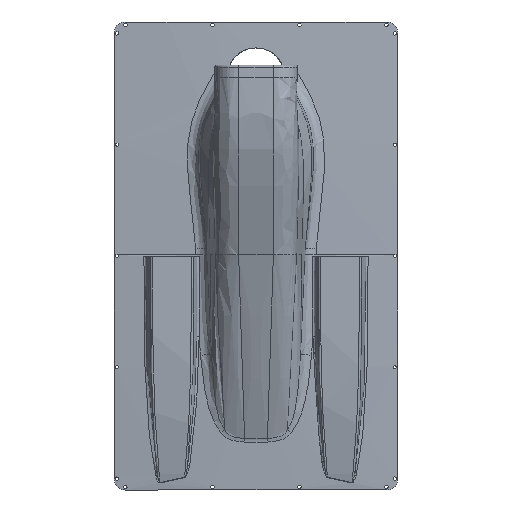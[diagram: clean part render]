
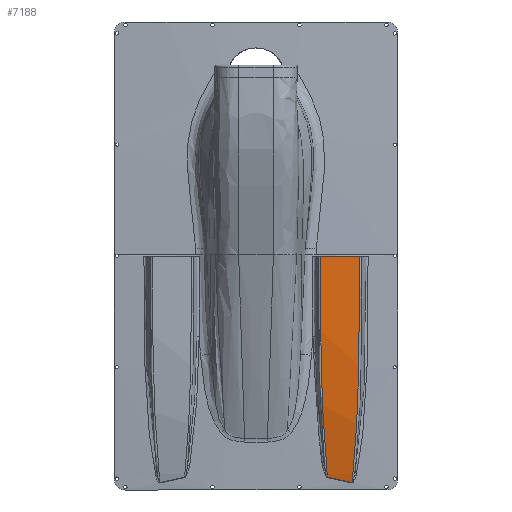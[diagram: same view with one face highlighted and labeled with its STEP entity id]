
A CAD part, front view. The second image highlights one B-rep face of the part: STEP entity #7188.
In plain terms, the highlighted free-form (B-spline) face has degree [3, 3] with [4, 6] control points.
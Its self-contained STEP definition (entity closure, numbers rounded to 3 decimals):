
#554=B_SPLINE_SURFACE_WITH_KNOTS('',3,3,((#24037,#24038,#24039,#24040,#24041,
#24042),(#24043,#24044,#24045,#24046,#24047,#24048),(#24049,#24050,#24051,
#24052,#24053,#24054),(#24055,#24056,#24057,#24058,#24059,#24060)),
 .UNSPECIFIED.,.F.,.F.,.F.,(4,4),(4,2,4),(0.035,0.962),
(0.,0.858,0.894),.UNSPECIFIED.);
#933=FACE_OUTER_BOUND('',#1355,.T.);
#1355=EDGE_LOOP('',(#6501,#6502,#6503,#6504,#6505,#6506));
#1595=LINE('',#22167,#1771);
#1771=VECTOR('',#8491,10.);
#2366=B_SPLINE_CURVE_WITH_KNOTS('',3,(#22346,#22347,#22348,#22349),
 .UNSPECIFIED.,.F.,.F.,(4,4),(0.075,2.175),
 .UNSPECIFIED.);
#2454=B_SPLINE_CURVE_WITH_KNOTS('',3,(#24019,#24020,#24021,#24022,#24023,
#24024,#24025),.UNSPECIFIED.,.F.,.F.,(4,1,2,4),(0.007,0.185,
0.304,0.308),.UNSPECIFIED.);
#2455=B_SPLINE_CURVE_WITH_KNOTS('',3,(#24026,#24027,#24028,#24029,#24030,
#24031,#24032,#24033,#24034,#24035,#24036),.UNSPECIFIED.,.F.,.F.,(4,2,1,
1,1,1,1,4),(0.308,0.308,3.942,7.577,
9.394,11.211,14.846,18.48),
 .UNSPECIFIED.);
#2456=B_SPLINE_CURVE_WITH_KNOTS('',3,(#24062,#24063,#24064,#24065,#24066,
#24067,#24068,#24069,#24070),.UNSPECIFIED.,.F.,.F.,(4,2,1,1,1,4),(18.16,
18.164,18.466,18.617,18.769,18.918),
 .UNSPECIFIED.);
#2457=B_SPLINE_CURVE_WITH_KNOTS('',3,(#24071,#24072,#24073,#24074,#24075,
#24076,#24077,#24078,#24079,#24080,#24081),.UNSPECIFIED.,.F.,.F.,(4,1,1,
1,1,1,2,4),(0.,3.632,7.264,9.08,
10.896,14.528,18.16,18.16),
 .UNSPECIFIED.);
#3176=VERTEX_POINT('',#22158);
#3177=VERTEX_POINT('',#22166);
#3182=VERTEX_POINT('',#22318);
#3183=VERTEX_POINT('',#22345);
#3265=VERTEX_POINT('',#24018);
#3266=VERTEX_POINT('',#24061);
#4243=EDGE_CURVE('',#3177,#3176,#1595,.T.);
#4252=EDGE_CURVE('',#3182,#3183,#2366,.T.);
#4363=EDGE_CURVE('',#3183,#3265,#2454,.T.);
#4364=EDGE_CURVE('',#3265,#3176,#2455,.T.);
#4365=EDGE_CURVE('',#3266,#3182,#2456,.T.);
#4366=EDGE_CURVE('',#3177,#3266,#2457,.T.);
#6501=ORIENTED_EDGE('',*,*,#4252,.F.);
#6502=ORIENTED_EDGE('',*,*,#4365,.F.);
#6503=ORIENTED_EDGE('',*,*,#4366,.F.);
#6504=ORIENTED_EDGE('',*,*,#4243,.T.);
#6505=ORIENTED_EDGE('',*,*,#4364,.F.);
#6506=ORIENTED_EDGE('',*,*,#4363,.F.);
#7188=ADVANCED_FACE('',(#933),#554,.T.);
#8491=DIRECTION('',(-1.,0.,0.));
#22158=CARTESIAN_POINT('',(53.854,-85.,210.));
#22166=CARTESIAN_POINT('',(86.146,-85.,210.));
#22167=CARTESIAN_POINT('',(87.5,-85.,210.));
#22318=CARTESIAN_POINT('',(80.04,-66.395,21.772));
#22345=CARTESIAN_POINT('',(59.544,-67.577,26.188));
#22346=CARTESIAN_POINT('Ctrl Pts',(80.04,-66.395,21.772));
#22347=CARTESIAN_POINT('Ctrl Pts',(73.249,-66.842,23.409));
#22348=CARTESIAN_POINT('Ctrl Pts',(66.417,-67.238,24.897));
#22349=CARTESIAN_POINT('Ctrl Pts',(59.544,-67.577,26.188));
#24018=CARTESIAN_POINT('',(59.265,-68.333,29.1));
#24019=CARTESIAN_POINT('Ctrl Pts',(59.544,-67.577,26.188));
#24020=CARTESIAN_POINT('Ctrl Pts',(59.49,-67.728,26.763));
#24021=CARTESIAN_POINT('Ctrl Pts',(59.398,-67.978,27.72));
#24022=CARTESIAN_POINT('Ctrl Pts',(59.306,-68.225,28.679));
#24023=CARTESIAN_POINT('Ctrl Pts',(59.267,-68.327,29.075));
#24024=CARTESIAN_POINT('Ctrl Pts',(59.266,-68.33,29.087));
#24025=CARTESIAN_POINT('Ctrl Pts',(59.265,-68.333,29.1));
#24026=CARTESIAN_POINT('Ctrl Pts',(59.265,-68.333,29.1));
#24027=CARTESIAN_POINT('Ctrl Pts',(59.265,-68.333,29.1));
#24028=CARTESIAN_POINT('Ctrl Pts',(59.265,-68.333,29.1));
#24029=CARTESIAN_POINT('Ctrl Pts',(58.128,-71.351,40.85));
#24030=CARTESIAN_POINT('Ctrl Pts',(56.247,-76.184,64.697));
#24031=CARTESIAN_POINT('Ctrl Pts',(54.91,-80.049,94.821));
#24032=CARTESIAN_POINT('Ctrl Pts',(54.277,-82.182,119.031));
#24033=CARTESIAN_POINT('Ctrl Pts',(53.893,-83.754,143.261));
#24034=CARTESIAN_POINT('Ctrl Pts',(53.773,-84.826,173.602));
#24035=CARTESIAN_POINT('Ctrl Pts',(53.854,-85.,197.876));
#24036=CARTESIAN_POINT('Ctrl Pts',(53.854,-85.,210.));
#24037=CARTESIAN_POINT('Ctrl Pts',(86.281,-85.,210.));
#24038=CARTESIAN_POINT('Ctrl Pts',(86.281,-85.,158.143));
#24039=CARTESIAN_POINT('Ctrl Pts',(87.237,-83.489,88.105));
#24040=CARTESIAN_POINT('Ctrl Pts',(80.589,-67.705,26.654));
#24041=CARTESIAN_POINT('Ctrl Pts',(80.319,-67.059,24.211));
#24042=CARTESIAN_POINT('Ctrl Pts',(80.04,-66.395,21.772));
#24043=CARTESIAN_POINT('Ctrl Pts',(75.468,-85.,210.));
#24044=CARTESIAN_POINT('Ctrl Pts',(75.468,-85.,158.143));
#24045=CARTESIAN_POINT('Ctrl Pts',(75.789,-83.489,88.105));
#24046=CARTESIAN_POINT('Ctrl Pts',(73.557,-67.705,26.654));
#24047=CARTESIAN_POINT('Ctrl Pts',(73.494,-67.064,24.229));
#24048=CARTESIAN_POINT('Ctrl Pts',(73.435,-66.407,21.811));
#24049=CARTESIAN_POINT('Ctrl Pts',(64.656,-85.,210.));
#24050=CARTESIAN_POINT('Ctrl Pts',(64.656,-85.,158.143));
#24051=CARTESIAN_POINT('Ctrl Pts',(64.342,-83.489,88.105));
#24052=CARTESIAN_POINT('Ctrl Pts',(66.524,-67.705,26.654));
#24053=CARTESIAN_POINT('Ctrl Pts',(66.585,-67.064,24.229));
#24054=CARTESIAN_POINT('Ctrl Pts',(66.642,-66.407,21.811));
#24055=CARTESIAN_POINT('Ctrl Pts',(53.843,-85.,210.));
#24056=CARTESIAN_POINT('Ctrl Pts',(53.843,-85.,158.143));
#24057=CARTESIAN_POINT('Ctrl Pts',(52.894,-83.489,88.105));
#24058=CARTESIAN_POINT('Ctrl Pts',(59.491,-67.705,26.654));
#24059=CARTESIAN_POINT('Ctrl Pts',(59.76,-67.059,24.212));
#24060=CARTESIAN_POINT('Ctrl Pts',(60.036,-66.395,21.772));
#24061=CARTESIAN_POINT('',(80.735,-68.333,29.1));
#24062=CARTESIAN_POINT('Ctrl Pts',(80.735,-68.333,29.1));
#24063=CARTESIAN_POINT('Ctrl Pts',(80.734,-68.33,29.088));
#24064=CARTESIAN_POINT('Ctrl Pts',(80.733,-68.327,29.075));
#24065=CARTESIAN_POINT('Ctrl Pts',(80.637,-68.073,28.087));
#24066=CARTESIAN_POINT('Ctrl Pts',(80.497,-67.693,26.625));
#24067=CARTESIAN_POINT('Ctrl Pts',(80.312,-67.178,24.677));
#24068=CARTESIAN_POINT('Ctrl Pts',(80.175,-66.788,23.222));
#24069=CARTESIAN_POINT('Ctrl Pts',(80.085,-66.526,22.254));
#24070=CARTESIAN_POINT('Ctrl Pts',(80.04,-66.395,21.772));
#24071=CARTESIAN_POINT('Ctrl Pts',(86.146,-85.,210.));
#24072=CARTESIAN_POINT('Ctrl Pts',(86.146,-85.,197.884));
#24073=CARTESIAN_POINT('Ctrl Pts',(86.227,-84.826,173.627));
#24074=CARTESIAN_POINT('Ctrl Pts',(86.107,-83.756,143.302));
#24075=CARTESIAN_POINT('Ctrl Pts',(85.724,-82.187,119.092));
#24076=CARTESIAN_POINT('Ctrl Pts',(85.093,-80.057,94.887));
#24077=CARTESIAN_POINT('Ctrl Pts',(83.753,-76.183,64.677));
#24078=CARTESIAN_POINT('Ctrl Pts',(81.872,-71.349,40.843));
#24079=CARTESIAN_POINT('Ctrl Pts',(80.735,-68.333,29.1));
#24080=CARTESIAN_POINT('Ctrl Pts',(80.735,-68.333,29.1));
#24081=CARTESIAN_POINT('Ctrl Pts',(80.735,-68.333,29.1));
